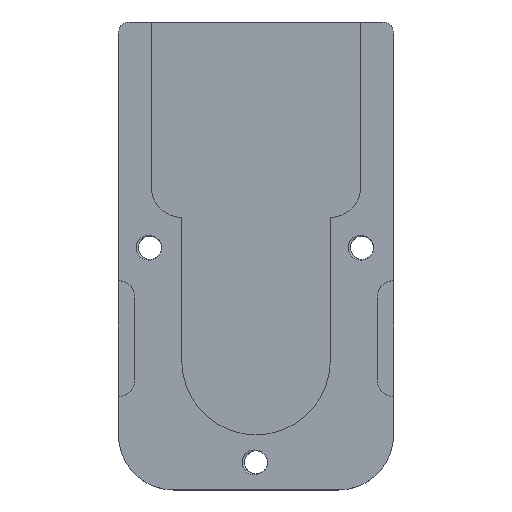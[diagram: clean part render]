
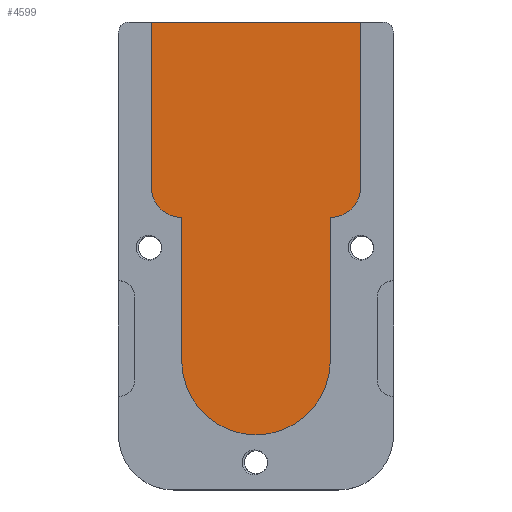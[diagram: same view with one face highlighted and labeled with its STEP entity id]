
A CAD part, top view. The second image highlights one B-rep face of the part: STEP entity #4599.
In plain terms, the highlighted planar face has unit normal (0, 0, 1).
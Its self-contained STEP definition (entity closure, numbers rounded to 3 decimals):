
#1046 = VERTEX_POINT('',#1047);
#1047 = CARTESIAN_POINT('',(-19.,42.5,3.));
#1053 = EDGE_CURVE('',#1054,#1046,#1056,.T.);
#1054 = VERTEX_POINT('',#1055);
#1055 = CARTESIAN_POINT('',(19.,42.5,3.));
#1056 = LINE('',#1057,#1058);
#1057 = CARTESIAN_POINT('',(19.,42.5,3.));
#1058 = VECTOR('',#1059,1.);
#1059 = DIRECTION('',(-1.,0.,0.));
#1095 = EDGE_CURVE('',#1046,#1096,#1098,.T.);
#1096 = VERTEX_POINT('',#1097);
#1097 = CARTESIAN_POINT('',(-19.,12.5,3.));
#1098 = LINE('',#1099,#1100);
#1099 = CARTESIAN_POINT('',(-19.,42.5,3.));
#1100 = VECTOR('',#1101,1.);
#1101 = DIRECTION('',(0.,-1.,0.));
#1119 = EDGE_CURVE('',#1096,#1120,#1122,.T.);
#1120 = VERTEX_POINT('',#1121);
#1121 = CARTESIAN_POINT('',(-13.5,7.,3.));
#1122 = CIRCLE('',#1123,5.5);
#1123 = AXIS2_PLACEMENT_3D('',#1124,#1125,#1126);
#1124 = CARTESIAN_POINT('',(-13.5,12.5,3.));
#1125 = DIRECTION('',(0.,0.,1.));
#1126 = DIRECTION('',(1.,0.,0.));
#1144 = EDGE_CURVE('',#1120,#1145,#1147,.T.);
#1145 = VERTEX_POINT('',#1146);
#1146 = CARTESIAN_POINT('',(-13.5,-19.,3.));
#1147 = LINE('',#1148,#1149);
#1148 = CARTESIAN_POINT('',(-13.5,7.,3.));
#1149 = VECTOR('',#1150,1.);
#1150 = DIRECTION('',(0.,-1.,0.));
#1168 = EDGE_CURVE('',#1145,#1169,#1171,.T.);
#1169 = VERTEX_POINT('',#1170);
#1170 = CARTESIAN_POINT('',(13.5,-19.,3.));
#1171 = CIRCLE('',#1172,13.5);
#1172 = AXIS2_PLACEMENT_3D('',#1173,#1174,#1175);
#1173 = CARTESIAN_POINT('',(0.,-19.,3.));
#1174 = DIRECTION('',(0.,0.,1.));
#1175 = DIRECTION('',(1.,0.,0.));
#1193 = EDGE_CURVE('',#1169,#1194,#1196,.T.);
#1194 = VERTEX_POINT('',#1195);
#1195 = CARTESIAN_POINT('',(13.5,7.,3.));
#1196 = LINE('',#1197,#1198);
#1197 = CARTESIAN_POINT('',(13.5,-19.,3.));
#1198 = VECTOR('',#1199,1.);
#1199 = DIRECTION('',(0.,1.,0.));
#1217 = EDGE_CURVE('',#1194,#1218,#1220,.T.);
#1218 = VERTEX_POINT('',#1219);
#1219 = CARTESIAN_POINT('',(19.,12.5,3.));
#1220 = CIRCLE('',#1221,5.5);
#1221 = AXIS2_PLACEMENT_3D('',#1222,#1223,#1224);
#1222 = CARTESIAN_POINT('',(13.5,12.5,3.));
#1223 = DIRECTION('',(0.,0.,1.));
#1224 = DIRECTION('',(1.,0.,0.));
#1242 = EDGE_CURVE('',#1218,#1054,#1243,.T.);
#1243 = LINE('',#1244,#1245);
#1244 = CARTESIAN_POINT('',(19.,12.5,3.));
#1245 = VECTOR('',#1246,1.);
#1246 = DIRECTION('',(0.,1.,0.));
#4599 = ADVANCED_FACE('',(#4600),#4610,.T.);
#4600 = FACE_BOUND('',#4601,.T.);
#4601 = EDGE_LOOP('',(#4602,#4603,#4604,#4605,#4606,#4607,#4608,#4609));
#4602 = ORIENTED_EDGE('',*,*,#1053,.T.);
#4603 = ORIENTED_EDGE('',*,*,#1095,.T.);
#4604 = ORIENTED_EDGE('',*,*,#1119,.T.);
#4605 = ORIENTED_EDGE('',*,*,#1144,.T.);
#4606 = ORIENTED_EDGE('',*,*,#1168,.T.);
#4607 = ORIENTED_EDGE('',*,*,#1193,.T.);
#4608 = ORIENTED_EDGE('',*,*,#1217,.T.);
#4609 = ORIENTED_EDGE('',*,*,#1242,.T.);
#4610 = PLANE('',#4611);
#4611 = AXIS2_PLACEMENT_3D('',#4612,#4613,#4614);
#4612 = CARTESIAN_POINT('',(0.,9.745,3.));
#4613 = DIRECTION('',(0.,0.,1.));
#4614 = DIRECTION('',(1.,0.,0.));
